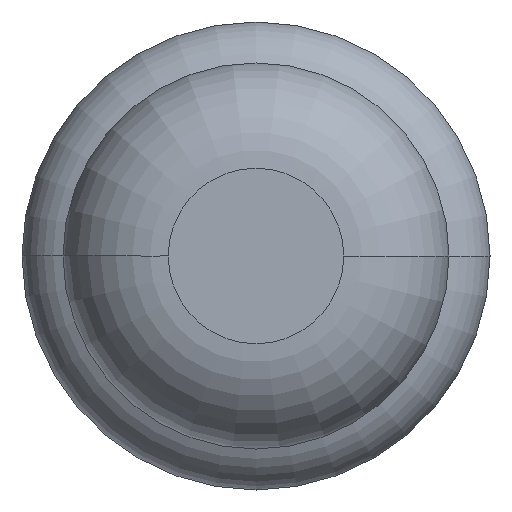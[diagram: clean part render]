
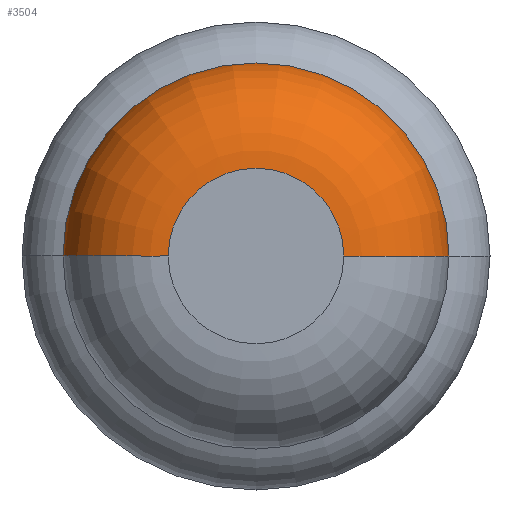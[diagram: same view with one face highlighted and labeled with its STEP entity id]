
A CAD part, front view. The second image highlights one B-rep face of the part: STEP entity #3504.
In plain terms, the highlighted toroidal (fillet/blend) face has major radius 0.375 mm and minor radius 0.45 mm.
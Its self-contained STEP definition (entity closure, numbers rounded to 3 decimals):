
#69 = DIRECTION ( 'NONE',  ( 0., 0., -1. ) ) ;
#161 = VERTEX_POINT ( 'NONE', #1707 ) ;
#282 = AXIS2_PLACEMENT_3D ( 'NONE', #2495, #4552, #346 ) ;
#311 = AXIS2_PLACEMENT_3D ( 'NONE', #3943, #69, #2929 ) ;
#346 = DIRECTION ( 'NONE',  ( 1., 0., 0. ) ) ;
#484 = DIRECTION ( 'NONE',  ( 0., -1., 0. ) ) ;
#1072 = ORIENTED_EDGE ( 'NONE', *, *, #1743, .F. ) ;
#1175 = CARTESIAN_POINT ( 'NONE',  ( -0.375, -31.55, 0. ) ) ;
#1570 = DIRECTION ( 'NONE',  ( 0., 0., 1. ) ) ;
#1707 = CARTESIAN_POINT ( 'NONE',  ( -0.825, -31.55, 0. ) ) ;
#1743 = EDGE_CURVE ( 'NONE', #2547, #2947, #3138, .T. ) ;
#1885 = EDGE_CURVE ( 'Defeature ausgef�hrt2_7+Defeature ausgef�hrt2_8+Defeature ausgef�hrt2_8+Defeature ausgef�hrt2_8', #2947, #3359, #3086, .T. ) ;
#1912 = CARTESIAN_POINT ( 'NONE',  ( 0.375, -32., 0. ) ) ;
#1935 = CARTESIAN_POINT ( 'NONE',  ( 0., -31.55, 0. ) ) ;
#2297 = DIRECTION ( 'NONE',  ( 1., 0., 0. ) ) ;
#2471 = EDGE_CURVE ( 'Defeature ausgef�hrt2_8+Defeature ausgef�hrt2_9+Defeature ausgef�hrt2_9+Defeature ausgef�hrt2_9', #2547, #161, #4341, .T. ) ;
#2495 = CARTESIAN_POINT ( 'NONE',  ( 0., -31.55, 0. ) ) ;
#2547 = VERTEX_POINT ( 'NONE', #3457 ) ;
#2697 = CARTESIAN_POINT ( 'NONE',  ( -0.375, -32., 0. ) ) ;
#2797 = FACE_OUTER_BOUND ( 'NONE', #4618, .T. ) ;
#2863 = AXIS2_PLACEMENT_3D ( 'NONE', #1175, #1570, #4371 ) ;
#2929 = DIRECTION ( 'NONE',  ( -1., 0., 0. ) ) ;
#2947 = VERTEX_POINT ( 'NONE', #1912 ) ;
#2964 = CARTESIAN_POINT ( 'NONE',  ( 0., -32., 0. ) ) ;
#3086 = CIRCLE ( 'NONE', #4246, 0.375 ) ;
#3138 = CIRCLE ( 'NONE', #311, 0.45 ) ;
#3359 = VERTEX_POINT ( 'NONE', #2697 ) ;
#3374 = AXIS2_PLACEMENT_3D ( 'NONE', #1935, #4423, #2297 ) ;
#3457 = CARTESIAN_POINT ( 'NONE',  ( 0.825, -31.55, 0. ) ) ;
#3504 = ADVANCED_FACE ( 'Defeature ausgef�hrt2_8', ( #2797 ), #4454, .T. ) ;
#3505 = ORIENTED_EDGE ( 'NONE', *, *, #4071, .T. ) ;
#3675 = ORIENTED_EDGE ( 'NONE', *, *, #2471, .T. ) ;
#3754 = DIRECTION ( 'NONE',  ( 1., 0., 0. ) ) ;
#3943 = CARTESIAN_POINT ( 'NONE',  ( 0.375, -31.55, 0. ) ) ;
#3945 = ORIENTED_EDGE ( 'NONE', *, *, #1885, .F. ) ;
#4071 = EDGE_CURVE ( 'NONE', #161, #3359, #4223, .T. ) ;
#4223 = CIRCLE ( 'NONE', #2863, 0.45 ) ;
#4246 = AXIS2_PLACEMENT_3D ( 'NONE', #2964, #484, #3754 ) ;
#4341 = CIRCLE ( 'NONE', #3374, 0.825 ) ;
#4371 = DIRECTION ( 'NONE',  ( 1., 0., 0. ) ) ;
#4423 = DIRECTION ( 'NONE',  ( 0., -1., 0. ) ) ;
#4454 = TOROIDAL_SURFACE ( 'NONE', #282, 0.375, 0.45 ) ;
#4552 = DIRECTION ( 'NONE',  ( 0., -1., 0. ) ) ;
#4618 = EDGE_LOOP ( 'NONE', ( #3675, #3505, #3945, #1072 ) ) ;
